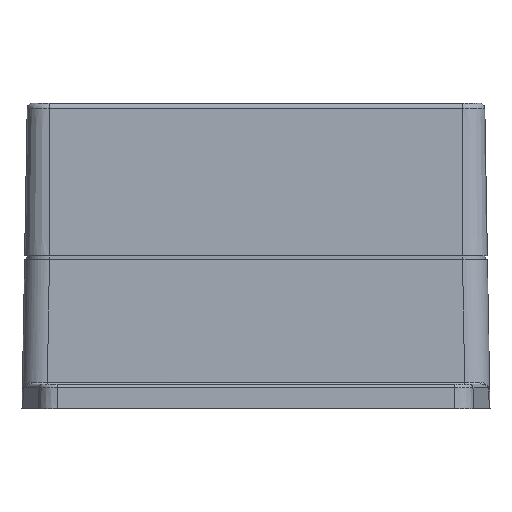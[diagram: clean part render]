
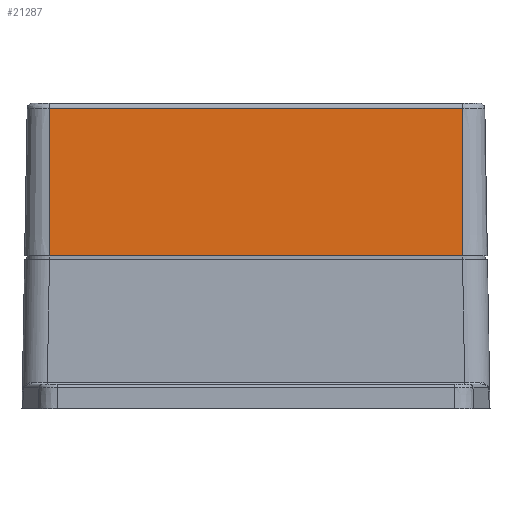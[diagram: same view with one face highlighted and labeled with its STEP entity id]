
A CAD part, front view. The second image highlights one B-rep face of the part: STEP entity #21287.
In plain terms, the highlighted planar face has unit normal (0, -1, 0.018).
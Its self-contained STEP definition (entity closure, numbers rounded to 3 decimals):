
#10478 = CARTESIAN_POINT ( 'NONE',  ( 1095.373, -798.59, 12.763 ) ) ;
#10979 = CARTESIAN_POINT ( 'NONE',  ( 1041.373, -798.59, 12.763 ) ) ;
#10990 = CARTESIAN_POINT ( 'NONE',  ( 987.373, -798.59, 12.763 ) ) ;
#11027 = DIRECTION ( 'NONE',  ( 1., 0., 0. ) ) ;
#11028 = VECTOR ( 'NONE', #11027, 1000. ) ;
#11033 = LINE ( 'NONE', #10979, #11028 ) ;
#11260 = CARTESIAN_POINT ( 'NONE',  ( 987.373, -797.918, 51.289 ) ) ;
#11293 = DIRECTION ( 'NONE',  ( 0., -0.017, -1. ) ) ;
#11294 = DIRECTION ( 'NONE',  ( 0., -1., 0.017 ) ) ;
#11295 = CARTESIAN_POINT ( 'NONE',  ( 1041.373, -798.59, 12.763 ) ) ;
#11296 = AXIS2_PLACEMENT_3D ( 'NONE', #11295, #11294, #11293 ) ;
#11301 = DIRECTION ( 'NONE',  ( 0., -0.017, -1. ) ) ;
#11302 = VECTOR ( 'NONE', #11301, 1000. ) ;
#11303 = CARTESIAN_POINT ( 'NONE',  ( 1095.373, -9508.89, -499000. ) ) ;
#11304 = FACE_OUTER_BOUND ( 'NONE', #21288, .T. ) ;
#11306 = LINE ( 'NONE', #11303, #11302 ) ;
#11319 = PLANE ( 'NONE',  #11296 ) ;
#11442 = DIRECTION ( 'NONE',  ( 1., 0., 0. ) ) ;
#11443 = VECTOR ( 'NONE', #11442, 1000. ) ;
#11444 = CARTESIAN_POINT ( 'NONE',  ( 1041.373, -797.918, 51.289 ) ) ;
#11445 = LINE ( 'NONE', #11444, #11443 ) ;
#11498 = CARTESIAN_POINT ( 'NONE',  ( 1095.373, -797.918, 51.289 ) ) ;
#11514 = DIRECTION ( 'NONE',  ( 0., -0.017, -1. ) ) ;
#11515 = VECTOR ( 'NONE', #11514, 1000. ) ;
#11516 = CARTESIAN_POINT ( 'NONE',  ( 987.373, -798.59, 12.763 ) ) ;
#11517 = LINE ( 'NONE', #11516, #11515 ) ;
#21140 = VERTEX_POINT ( 'NONE', #10478 ) ;
#21182 = VERTEX_POINT ( 'NONE', #10990 ) ;
#21188 = EDGE_CURVE ( 'NONE', #21182, #21140, #11033, .T. ) ;
#21233 = VERTEX_POINT ( 'NONE', #11260 ) ;
#21246 = ORIENTED_EDGE ( 'NONE', *, *, #21188, .T. ) ;
#21274 = ORIENTED_EDGE ( 'NONE', *, *, #21317, .F. ) ;
#21276 = ORIENTED_EDGE ( 'NONE', *, *, #21282, .F. ) ;
#21282 = EDGE_CURVE ( 'NONE', #21342, #21140, #11306, .T. ) ;
#21287 = ADVANCED_FACE ( 'NONE', ( #11304 ), #11319, .T. ) ;
#21288 = EDGE_LOOP ( 'NONE', ( #21246, #21276, #21274, #21326 ) ) ;
#21317 = EDGE_CURVE ( 'NONE', #21233, #21342, #11445, .T. ) ;
#21326 = ORIENTED_EDGE ( 'NONE', *, *, #21347, .T. ) ;
#21342 = VERTEX_POINT ( 'NONE', #11498 ) ;
#21347 = EDGE_CURVE ( 'NONE', #21233, #21182, #11517, .T. ) ;
